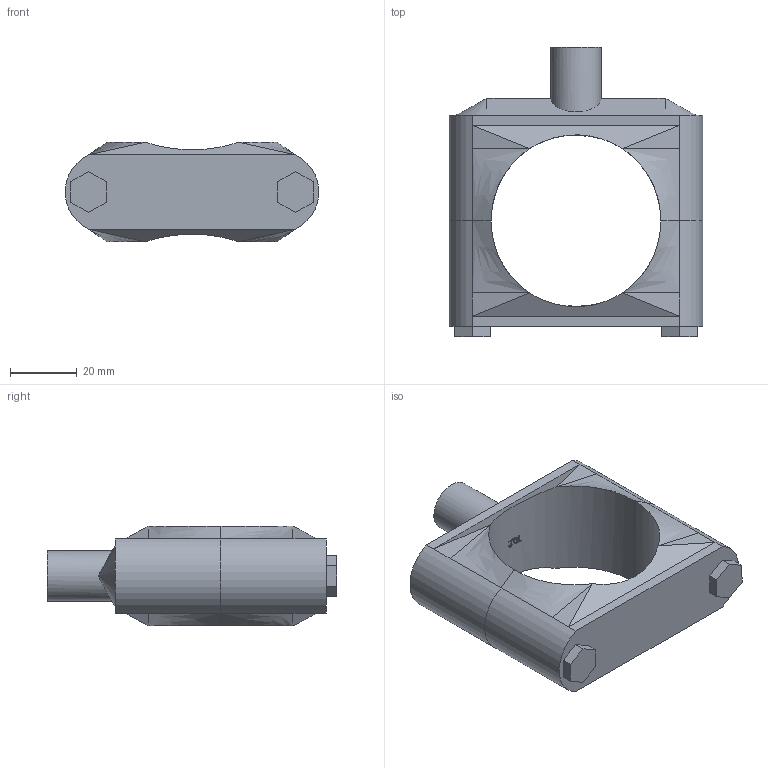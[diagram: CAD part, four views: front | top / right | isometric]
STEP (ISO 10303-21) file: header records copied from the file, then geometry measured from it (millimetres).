
FILE_DESCRIPTION (( 'STEP AP203' ), '1' );
FILE_NAME ('CSDH2.0TXX.STEP', '2018-12-17T05:37:24', ( '' ), ( '' ), 'SwSTEP 2.0', 'SolidWorks 2013', '' );
FILE_SCHEMA (( 'CONFIG_CONTROL_DESIGN' ));
Length unit declared in the file: millimetre
Products named in the file (1): CSDH2.0TXX
Bounding box: 75.85 x 86.61 x 29.84 mm (x, y, z)
Surface area: 17110.4 mm2 (no closed solid volume)
Topology: 0 solids, 1 shells, 121 faces, 351 edges, 229 vertices
Faces by surface type: plane 56, bspline 41, cylinder 20, sphere 2, cone 2
Full cylindrical faces by diameter (mm): 7.937 x1, 15.037 x1
Entity records: 9053 total; most frequent: CARTESIAN_POINT 6269, ORIENTED_EDGE 625, DIRECTION 386, EDGE_CURVE 347, VERTEX_POINT 227, B_SPLINE_CURVE_WITH_KNOTS 163, EDGE_LOOP 138, LINE 132
